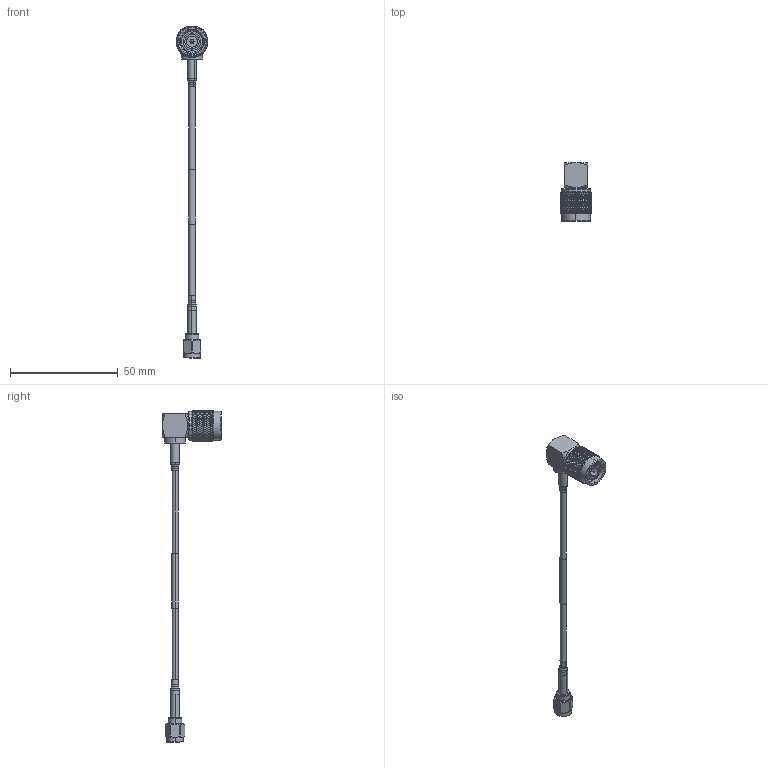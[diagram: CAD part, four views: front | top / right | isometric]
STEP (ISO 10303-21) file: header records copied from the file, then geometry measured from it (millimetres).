
FILE_DESCRIPTION (( 'STEP AP214' ), '1' );
FILE_NAME ('FMC00066_3D.step', '2023-05-10T07:33:18', ( '' ), ( '' ), 'SwSTEP 2.0', 'SolidWorks 2022', '' );
FILE_SCHEMA (( 'AUTOMOTIVE_DESIGN' ));
Length unit declared in the file: inch
Products named in the file (6): LMR-100A-PVC-FM_5 INCH CABLE WITH LABEL; PE4003 ¦ SC7059; FMC00066_3D; Copy of HeatShrink_FMCN1150^FMC00066; Copy of HeatShrink_SC7059^FMC00066; PE4455 ¦ FMCN1150
Assembly tree (5 placements, depth 2):
  FMC00066_3D
    PE4003 ¦ SC7059
    Copy of HeatShrink_SC7059^FMC00066
    LMR-100A-PVC-FM_5 INCH CABLE WITH LABEL
    Copy of HeatShrink_FMCN1150^FMC00066
    PE4455 ¦ FMCN1150
Bounding box: 14.5 x 27.3 x 153.76 mm (x, y, z)
Volume: 5099.7 mm3; surface area: 5454.7 mm2
Topology: 8 solids, 8 shells, 2797 faces, 5924 edges, 3167 vertices
Faces by surface type: bspline 2008, cylinder 634, plane 76, cone 65, torus 14
Entity records: 107121 total; most frequent: CARTESIAN_POINT 69454, ORIENTED_EDGE 11848, EDGE_CURVE 5924, VERTEX_POINT 3167, EDGE_LOOP 2829, FACE_OUTER_BOUND 2797, ADVANCED_FACE 2797, DIRECTION 2627
